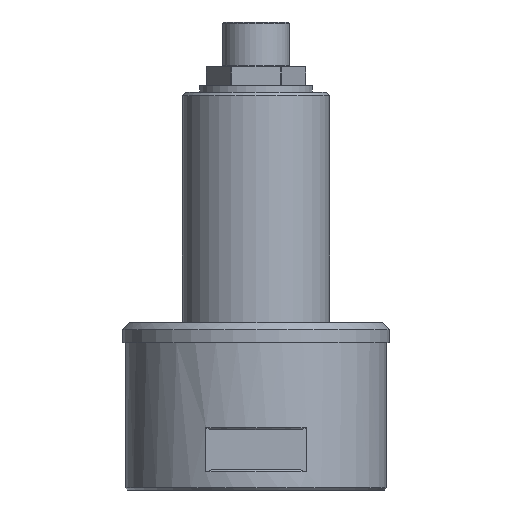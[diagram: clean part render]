
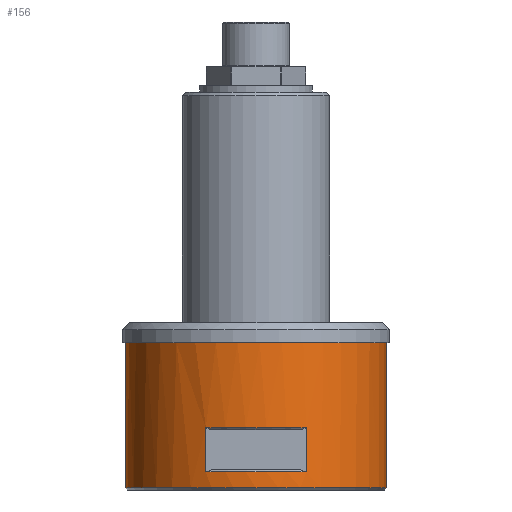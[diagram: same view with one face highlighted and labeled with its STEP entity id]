
A CAD part, front view. The second image highlights one B-rep face of the part: STEP entity #156.
In plain terms, the highlighted cylindrical face has radius 19.5 mm (diameter 39 mm), a full revolution.
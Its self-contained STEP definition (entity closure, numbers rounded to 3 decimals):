
#66=B_SPLINE_CURVE_WITH_KNOTS('',3,(#1736,#1737,#1738,#1739,#1740,#1741,
#1742,#1743,#1744,#1745,#1746,#1747,#1748,#1749,#1750,#1751),
 .UNSPECIFIED.,.F.,.F.,(4,3,3,3,3,4),(0.,0.209,0.417,
0.63,0.848,1.),.UNSPECIFIED.);
#67=B_SPLINE_CURVE_WITH_KNOTS('',3,(#1752,#1753,#1754,#1755,#1756,#1757,
#1758,#1759,#1760,#1761,#1762,#1763,#1764,#1765,#1766,#1767),
 .UNSPECIFIED.,.F.,.F.,(4,3,3,3,3,4),(0.,0.216,0.432,
0.65,0.867,1.),.UNSPECIFIED.);
#80=CYLINDRICAL_SURFACE('',#1030,19.5);
#156=ADVANCED_FACE('',(#338,#339,#340,#341),#80,.T.);
#242=LINE('',#1664,#286);
#243=LINE('',#1676,#287);
#245=LINE('',#1695,#289);
#247=LINE('',#1710,#291);
#250=LINE('',#1734,#294);
#251=LINE('',#1769,#295);
#286=VECTOR('',#1220,1.);
#287=VECTOR('',#1221,1.);
#289=VECTOR('',#1233,1.);
#291=VECTOR('',#1235,1.);
#294=VECTOR('',#1252,1.);
#295=VECTOR('',#1253,1.);
#338=FACE_BOUND('',#412,.T.);
#339=FACE_BOUND('',#413,.T.);
#340=FACE_BOUND('',#414,.T.);
#341=FACE_BOUND('',#415,.T.);
#412=EDGE_LOOP('',(#575));
#413=EDGE_LOOP('',(#576,#577,#578,#579,#580,#581));
#414=EDGE_LOOP('',(#582,#583,#584,#585));
#415=EDGE_LOOP('',(#586,#587,#588,#589));
#575=ORIENTED_EDGE('',*,*,#869,.T.);
#576=ORIENTED_EDGE('',*,*,#870,.F.);
#577=ORIENTED_EDGE('',*,*,#871,.T.);
#578=ORIENTED_EDGE('',*,*,#872,.T.);
#579=ORIENTED_EDGE('',*,*,#866,.T.);
#580=ORIENTED_EDGE('',*,*,#873,.T.);
#581=ORIENTED_EDGE('',*,*,#874,.T.);
#582=ORIENTED_EDGE('',*,*,#875,.T.);
#583=ORIENTED_EDGE('',*,*,#862,.T.);
#584=ORIENTED_EDGE('',*,*,#876,.T.);
#585=ORIENTED_EDGE('',*,*,#858,.T.);
#586=ORIENTED_EDGE('',*,*,#852,.F.);
#587=ORIENTED_EDGE('',*,*,#877,.T.);
#588=ORIENTED_EDGE('',*,*,#849,.F.);
#589=ORIENTED_EDGE('',*,*,#878,.T.);
#748=VERTEX_POINT('',#1665);
#749=VERTEX_POINT('',#1666);
#750=VERTEX_POINT('',#1675);
#751=VERTEX_POINT('',#1677);
#755=VERTEX_POINT('',#1696);
#756=VERTEX_POINT('',#1697);
#759=VERTEX_POINT('',#1709);
#760=VERTEX_POINT('',#1711);
#761=VERTEX_POINT('',#1724);
#762=VERTEX_POINT('',#1725);
#763=VERTEX_POINT('',#1730);
#764=VERTEX_POINT('',#1732);
#765=VERTEX_POINT('',#1733);
#766=VERTEX_POINT('',#1735);
#767=VERTEX_POINT('',#1768);
#849=EDGE_CURVE('',#748,#749,#242,.T.);
#852=EDGE_CURVE('',#750,#751,#243,.T.);
#858=EDGE_CURVE('',#755,#756,#245,.T.);
#862=EDGE_CURVE('',#760,#759,#247,.T.);
#866=EDGE_CURVE('',#761,#762,#936,.T.);
#869=EDGE_CURVE('',#763,#763,#937,.T.);
#870=EDGE_CURVE('',#764,#765,#938,.T.);
#871=EDGE_CURVE('',#764,#766,#250,.T.);
#872=EDGE_CURVE('',#766,#761,#66,.T.);
#873=EDGE_CURVE('',#762,#767,#67,.T.);
#874=EDGE_CURVE('',#767,#765,#251,.T.);
#875=EDGE_CURVE('',#756,#760,#939,.T.);
#876=EDGE_CURVE('',#759,#755,#940,.T.);
#877=EDGE_CURVE('',#750,#749,#941,.T.);
#878=EDGE_CURVE('',#748,#751,#942,.T.);
#936=CIRCLE('',#1022,19.5);
#937=CIRCLE('',#1024,19.5);
#938=CIRCLE('',#1025,19.5);
#939=CIRCLE('',#1026,19.5);
#940=CIRCLE('',#1027,19.5);
#941=CIRCLE('',#1028,19.5);
#942=CIRCLE('',#1029,19.5);
#1022=AXIS2_PLACEMENT_3D('',#1723,#1242,#1243);
#1024=AXIS2_PLACEMENT_3D('',#1729,#1248,#1249);
#1025=AXIS2_PLACEMENT_3D('',#1731,#1250,#1251);
#1026=AXIS2_PLACEMENT_3D('',#1770,#1254,#1255);
#1027=AXIS2_PLACEMENT_3D('',#1771,#1256,#1257);
#1028=AXIS2_PLACEMENT_3D('',#1772,#1258,#1259);
#1029=AXIS2_PLACEMENT_3D('',#1773,#1260,#1261);
#1030=AXIS2_PLACEMENT_3D('',#1774,#1262,#1263);
#1220=DIRECTION('',(0.,0.,1.));
#1221=DIRECTION('',(0.,0.,-1.));
#1233=DIRECTION('',(0.,0.,1.));
#1235=DIRECTION('',(0.,0.,-1.));
#1242=DIRECTION('',(0.,0.,-1.));
#1243=DIRECTION('',(-1.,0.,0.));
#1248=DIRECTION('',(0.,0.,1.));
#1249=DIRECTION('',(1.,0.,0.));
#1250=DIRECTION('',(0.,0.,1.));
#1251=DIRECTION('',(1.,0.,0.));
#1252=DIRECTION('',(0.,0.,-1.));
#1253=DIRECTION('',(0.,0.,1.));
#1254=DIRECTION('',(0.,0.,1.));
#1255=DIRECTION('',(1.,0.,0.));
#1256=DIRECTION('',(0.,0.,-1.));
#1257=DIRECTION('',(-1.,0.,0.));
#1258=DIRECTION('',(0.,0.,1.));
#1259=DIRECTION('',(-1.,0.,0.));
#1260=DIRECTION('',(0.,0.,-1.));
#1261=DIRECTION('',(1.,0.,0.));
#1262=DIRECTION('',(0.,0.,1.));
#1263=DIRECTION('',(1.,0.,0.));
#1664=CARTESIAN_POINT('',(-7.5,18.,0.));
#1665=CARTESIAN_POINT('',(-7.5,18.,2.7));
#1666=CARTESIAN_POINT('',(-7.5,18.,9.3));
#1675=CARTESIAN_POINT('',(7.5,18.,9.3));
#1676=CARTESIAN_POINT('',(7.5,18.,0.));
#1677=CARTESIAN_POINT('',(7.5,18.,2.7));
#1695=CARTESIAN_POINT('',(-7.5,-18.,0.));
#1696=CARTESIAN_POINT('',(-7.5,-18.,2.7));
#1697=CARTESIAN_POINT('',(-7.5,-18.,9.3));
#1709=CARTESIAN_POINT('',(7.5,-18.,2.7));
#1710=CARTESIAN_POINT('',(7.5,-18.,0.));
#1711=CARTESIAN_POINT('',(7.5,-18.,9.3));
#1723=CARTESIAN_POINT('',(0.,0.,15.5));
#1724=CARTESIAN_POINT('',(-2.,19.397,15.5));
#1725=CARTESIAN_POINT('',(2.,19.397,15.5));
#1729=CARTESIAN_POINT('',(0.,0.,0.3));
#1730=CARTESIAN_POINT('',(19.5,0.,0.3));
#1731=CARTESIAN_POINT('',(0.,0.,22.));
#1732=CARTESIAN_POINT('',(-5.,18.848,22.));
#1733=CARTESIAN_POINT('',(5.,18.848,22.));
#1734=CARTESIAN_POINT('',(-5.,18.848,0.));
#1735=CARTESIAN_POINT('',(-5.,18.848,18.5));
#1736=CARTESIAN_POINT('',(-5.,18.848,18.5));
#1737=CARTESIAN_POINT('',(-5.,18.848,18.171));
#1738=CARTESIAN_POINT('',(-4.944,18.863,17.838));
#1739=CARTESIAN_POINT('',(-4.838,18.89,17.528));
#1740=CARTESIAN_POINT('',(-4.732,18.917,17.218));
#1741=CARTESIAN_POINT('',(-4.573,18.957,16.923));
#1742=CARTESIAN_POINT('',(-4.374,19.003,16.666));
#1743=CARTESIAN_POINT('',(-4.171,19.05,16.403));
#1744=CARTESIAN_POINT('',(-3.922,19.104,16.173));
#1745=CARTESIAN_POINT('',(-3.645,19.156,15.992));
#1746=CARTESIAN_POINT('',(-3.362,19.21,15.806));
#1747=CARTESIAN_POINT('',(-3.043,19.264,15.667));
#1748=CARTESIAN_POINT('',(-2.713,19.31,15.586));
#1749=CARTESIAN_POINT('',(-2.481,19.343,15.529));
#1750=CARTESIAN_POINT('',(-2.24,19.372,15.5));
#1751=CARTESIAN_POINT('',(-2.,19.397,15.5));
#1752=CARTESIAN_POINT('',(2.,19.397,15.5));
#1753=CARTESIAN_POINT('',(2.338,19.362,15.5));
#1754=CARTESIAN_POINT('',(2.68,19.318,15.559));
#1755=CARTESIAN_POINT('',(2.997,19.268,15.671));
#1756=CARTESIAN_POINT('',(3.314,19.219,15.782));
#1757=CARTESIAN_POINT('',(3.616,19.164,15.95));
#1758=CARTESIAN_POINT('',(3.877,19.111,16.16));
#1759=CARTESIAN_POINT('',(4.142,19.057,16.372));
#1760=CARTESIAN_POINT('',(4.374,19.004,16.634));
#1761=CARTESIAN_POINT('',(4.553,18.961,16.924));
#1762=CARTESIAN_POINT('',(4.731,18.918,17.213));
#1763=CARTESIAN_POINT('',(4.862,18.884,17.538));
#1764=CARTESIAN_POINT('',(4.933,18.866,17.871));
#1765=CARTESIAN_POINT('',(4.977,18.854,18.077));
#1766=CARTESIAN_POINT('',(5.,18.848,18.289));
#1767=CARTESIAN_POINT('',(5.,18.848,18.5));
#1768=CARTESIAN_POINT('',(5.,18.848,18.5));
#1769=CARTESIAN_POINT('',(5.,18.848,0.));
#1770=CARTESIAN_POINT('',(0.,0.,9.3));
#1771=CARTESIAN_POINT('',(0.,0.,2.7));
#1772=CARTESIAN_POINT('',(0.,0.,9.3));
#1773=CARTESIAN_POINT('',(0.,0.,2.7));
#1774=CARTESIAN_POINT('',(0.,0.,0.));
